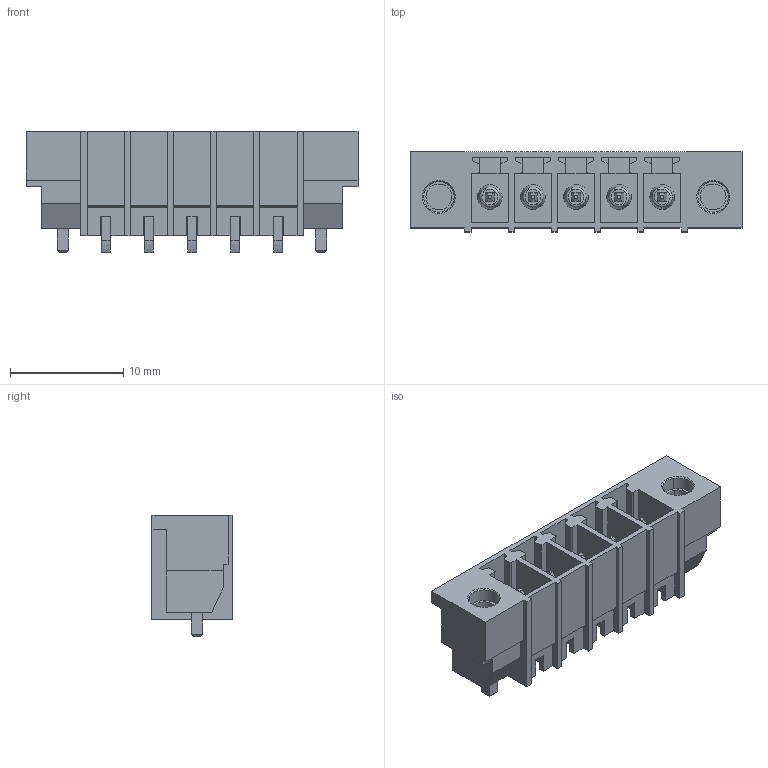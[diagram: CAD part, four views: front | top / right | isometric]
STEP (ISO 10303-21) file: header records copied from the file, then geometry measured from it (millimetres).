
FILE_DESCRIPTION(('CATIA V5 STEP Exchange','CAx-IF Rec.Pracs.--- Model Styling and Organization---1.2---2011-12-15'),'2;1');
FILE_NAME ('D1457755_0_1864250000_1864250000.stp','2018-10-12T11:44:05+00:00',('none'),('Weidmueller'),'CATIA Version 5-6 Release 2014','CATIA V5 STEP AP214','none');
FILE_SCHEMA(('AUTOMOTIVE_DESIGN { 1 0 10303 214 1 1 1 1 }'));
Length unit declared in the file: millimetre
Products named in the file (1): 1864250000
Bounding box: 29.34 x 7.07 x 10.7 mm (x, y, z)
Volume: 877.7 mm3; surface area: 2210.7 mm2
Topology: 8 solids, 8 shells, 399 faces, 1110 edges, 746 vertices
Faces by surface type: plane 319, cylinder 56, cone 14, torus 10
Entity records: 11736 total; most frequent: ORIENTED_EDGE 2220, CARTESIAN_POINT 2150, DIRECTION 1544, EDGE_CURVE 1110, VECTOR 950, LINE 950, VERTEX_POINT 746, EDGE_LOOP 428
